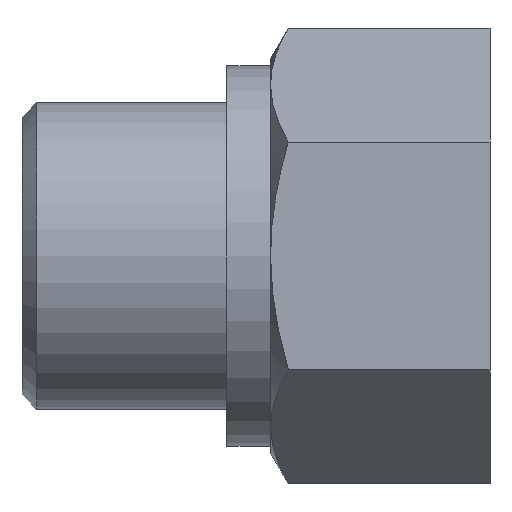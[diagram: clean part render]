
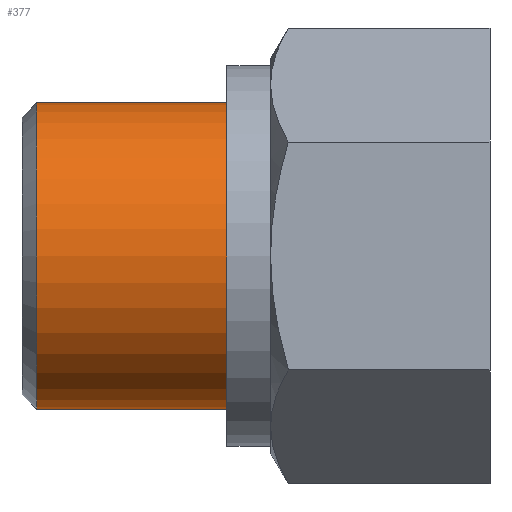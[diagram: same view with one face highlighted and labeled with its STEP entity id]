
A CAD part, front view. The second image highlights one B-rep face of the part: STEP entity #377.
In plain terms, the highlighted cylindrical face has radius 10.477 mm (diameter 20.955 mm), a full revolution.
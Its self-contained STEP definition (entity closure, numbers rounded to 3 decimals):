
#23=CYLINDRICAL_SURFACE('',#443,10.478);
#40=LINE('',#690,#57);
#57=VECTOR('',#554,10.478);
#90=FACE_OUTER_BOUND('',#117,.T.);
#117=EDGE_LOOP('',(#343,#344,#345,#346,#347,#348));
#136=CIRCLE('',#434,10.478);
#137=CIRCLE('',#435,10.478);
#140=CIRCLE('',#441,10.478);
#141=CIRCLE('',#442,10.478);
#184=VERTEX_POINT('',#672);
#185=VERTEX_POINT('',#674);
#188=VERTEX_POINT('',#685);
#189=VERTEX_POINT('',#686);
#235=EDGE_CURVE('',#184,#185,#136,.T.);
#236=EDGE_CURVE('',#185,#184,#137,.T.);
#240=EDGE_CURVE('',#188,#189,#140,.T.);
#241=EDGE_CURVE('',#189,#188,#141,.T.);
#242=EDGE_CURVE('',#184,#189,#40,.T.);
#343=ORIENTED_EDGE('',*,*,#236,.F.);
#344=ORIENTED_EDGE('',*,*,#235,.F.);
#345=ORIENTED_EDGE('',*,*,#242,.T.);
#346=ORIENTED_EDGE('',*,*,#241,.T.);
#347=ORIENTED_EDGE('',*,*,#240,.T.);
#348=ORIENTED_EDGE('',*,*,#242,.F.);
#377=ADVANCED_FACE('',(#90),#23,.T.);
#434=AXIS2_PLACEMENT_3D('',#675,#533,#534);
#435=AXIS2_PLACEMENT_3D('',#676,#535,#536);
#441=AXIS2_PLACEMENT_3D('',#687,#548,#549);
#442=AXIS2_PLACEMENT_3D('',#688,#550,#551);
#443=AXIS2_PLACEMENT_3D('',#689,#552,#553);
#533=DIRECTION('center_axis',(-1.,0.,0.));
#534=DIRECTION('ref_axis',(0.,1.,0.));
#535=DIRECTION('center_axis',(-1.,0.,0.));
#536=DIRECTION('ref_axis',(0.,1.,0.));
#548=DIRECTION('center_axis',(-1.,0.,0.));
#549=DIRECTION('ref_axis',(0.,1.,0.));
#550=DIRECTION('center_axis',(-1.,0.,0.));
#551=DIRECTION('ref_axis',(0.,1.,0.));
#552=DIRECTION('center_axis',(-1.,0.,0.));
#553=DIRECTION('ref_axis',(0.,1.,0.));
#554=DIRECTION('',(1.,0.,0.));
#672=CARTESIAN_POINT('',(-13.,-10.478,0.));
#674=CARTESIAN_POINT('',(-13.,10.478,0.));
#675=CARTESIAN_POINT('Origin',(-13.,0.,0.));
#676=CARTESIAN_POINT('Origin',(-13.,0.,0.));
#685=CARTESIAN_POINT('',(0.,10.478,0.));
#686=CARTESIAN_POINT('',(0.,-10.478,0.));
#687=CARTESIAN_POINT('Origin',(0.,0.,
0.));
#688=CARTESIAN_POINT('Origin',(0.,0.,
0.));
#689=CARTESIAN_POINT('Origin',(-6.5,0.,0.));
#690=CARTESIAN_POINT('',(-6.5,-10.478,0.));
